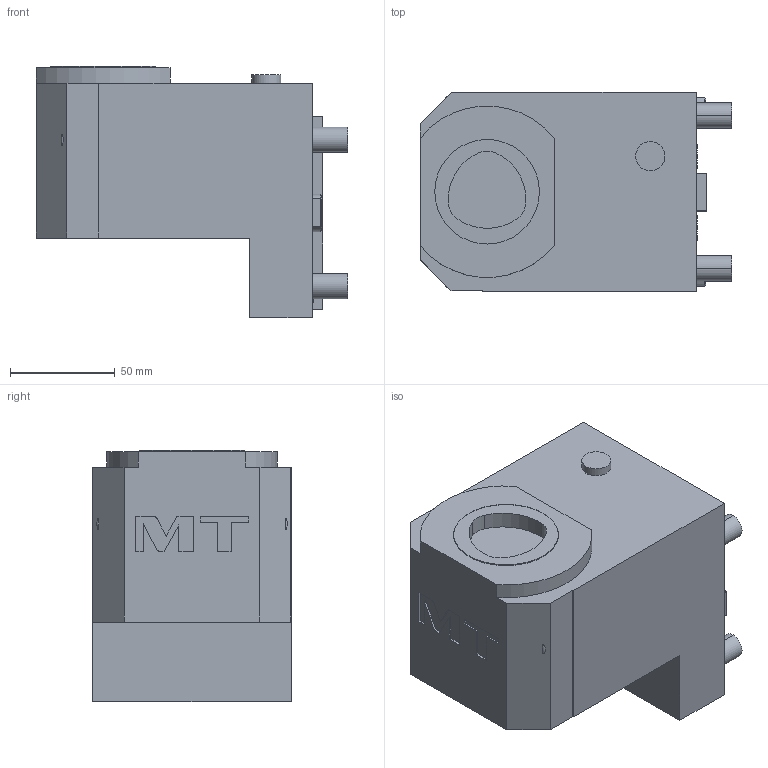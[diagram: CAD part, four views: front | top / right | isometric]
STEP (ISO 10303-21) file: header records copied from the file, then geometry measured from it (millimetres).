
FILE_DESCRIPTION((''),'2;1');
FILE_NAME('DWO3515010_CONF','2023-04-18T10:54:10',('gvalli'),('M.T. srl'),'CREO PARAMETRIC BY PTC INC, 2021072','CREO PARAMETRIC BY PTC INC, 2021072','');
FILE_SCHEMA(('CONFIG_CONTROL_DESIGN'));
Length unit declared in the file: millimetre
Products named in the file (1): DWO3515010_CONF
Bounding box: 149 x 95 x 120 mm (x, y, z)
Volume: 1064605.1 mm3; surface area: 73842.6 mm2
Topology: 1 solids, 1 shells, 97 faces, 233 edges, 154 vertices
Faces by surface type: plane 61, cylinder 24, torus 6, cone 4, extrusion 2
Entity records: 3052 total; most frequent: CARTESIAN_POINT 711, DIRECTION 473, ORIENTED_EDGE 466, EDGE_CURVE 233, AXIS2_PLACEMENT_3D 159, VECTOR 155, VERTEX_POINT 154, LINE 153
